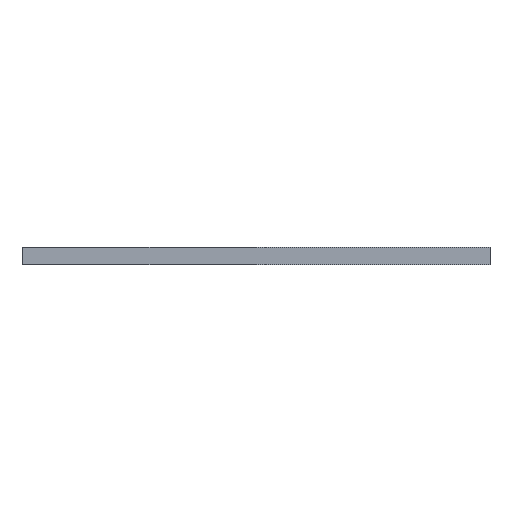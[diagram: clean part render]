
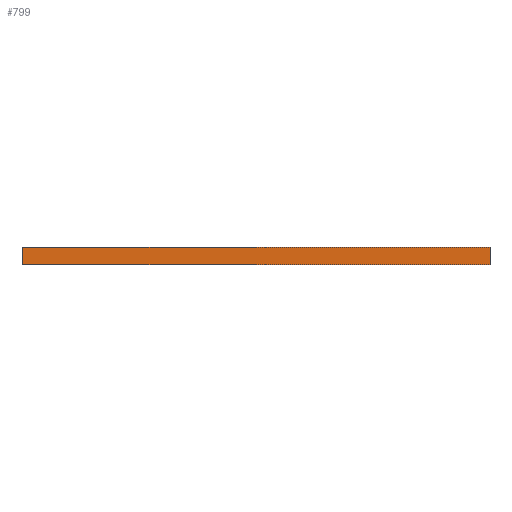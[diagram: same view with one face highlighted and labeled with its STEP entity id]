
A CAD part, left-side view. The second image highlights one B-rep face of the part: STEP entity #799.
In plain terms, the highlighted planar face has unit normal (-1, 0, 0).
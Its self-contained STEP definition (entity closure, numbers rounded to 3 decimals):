
#63 = DIRECTION ( 'NONE',  ( 0., 1., 0. ) ) ;
#86 = LINE ( 'NONE', #893, #421 ) ;
#111 = CARTESIAN_POINT ( 'NONE',  ( -22.4, -22.875, -0.85 ) ) ;
#178 = ORIENTED_EDGE ( 'NONE', *, *, #983, .T. ) ;
#193 = VECTOR ( 'NONE', #1196, 1000. ) ;
#222 = DIRECTION ( 'NONE',  ( 0., 0., -1. ) ) ;
#235 = CARTESIAN_POINT ( 'NONE',  ( -22.4, 22.875, 0.85 ) ) ;
#243 = CARTESIAN_POINT ( 'NONE',  ( -22.4, -22.875, 0.85 ) ) ;
#263 = CARTESIAN_POINT ( 'NONE',  ( -22.4, 22.875, -0.85 ) ) ;
#301 = VERTEX_POINT ( 'NONE', #484 ) ;
#421 = VECTOR ( 'NONE', #1162, 1000. ) ;
#431 = CARTESIAN_POINT ( 'NONE',  ( -22.4, -22.875, 0.85 ) ) ;
#464 = EDGE_LOOP ( 'NONE', ( #907, #985, #557, #178 ) ) ;
#479 = AXIS2_PLACEMENT_3D ( 'NONE', #243, #532, #813 ) ;
#484 = CARTESIAN_POINT ( 'NONE',  ( -22.4, -22.875, 0.85 ) ) ;
#486 = LINE ( 'NONE', #1094, #193 ) ;
#532 = DIRECTION ( 'NONE',  ( -1., 0., 0. ) ) ;
#541 = CARTESIAN_POINT ( 'NONE',  ( -22.4, -22.875, 0.85 ) ) ;
#557 = ORIENTED_EDGE ( 'NONE', *, *, #571, .T. ) ;
#571 = EDGE_CURVE ( 'NONE', #301, #737, #669, .T. ) ;
#622 = PLANE ( 'NONE',  #479 ) ;
#669 = LINE ( 'NONE', #541, #1022 ) ;
#721 = EDGE_CURVE ( 'NONE', #959, #1198, #486, .T. ) ;
#737 = VERTEX_POINT ( 'NONE', #235 ) ;
#799 = ADVANCED_FACE ( 'NONE', ( #845 ), #622, .T. ) ;
#813 = DIRECTION ( 'NONE',  ( 0., 0., 1. ) ) ;
#845 = FACE_OUTER_BOUND ( 'NONE', #464, .T. ) ;
#893 = CARTESIAN_POINT ( 'NONE',  ( -22.4, 22.875, 0.85 ) ) ;
#907 = ORIENTED_EDGE ( 'NONE', *, *, #721, .F. ) ;
#959 = VERTEX_POINT ( 'NONE', #111 ) ;
#983 = EDGE_CURVE ( 'NONE', #737, #1198, #86, .T. ) ;
#985 = ORIENTED_EDGE ( 'NONE', *, *, #1058, .F. ) ;
#1022 = VECTOR ( 'NONE', #63, 1000. ) ;
#1058 = EDGE_CURVE ( 'NONE', #301, #959, #1111, .T. ) ;
#1094 = CARTESIAN_POINT ( 'NONE',  ( -22.4, -22.875, -0.85 ) ) ;
#1111 = LINE ( 'NONE', #431, #1180 ) ;
#1162 = DIRECTION ( 'NONE',  ( 0., 0., -1. ) ) ;
#1180 = VECTOR ( 'NONE', #222, 1000. ) ;
#1196 = DIRECTION ( 'NONE',  ( 0., 1., 0. ) ) ;
#1198 = VERTEX_POINT ( 'NONE', #263 ) ;
